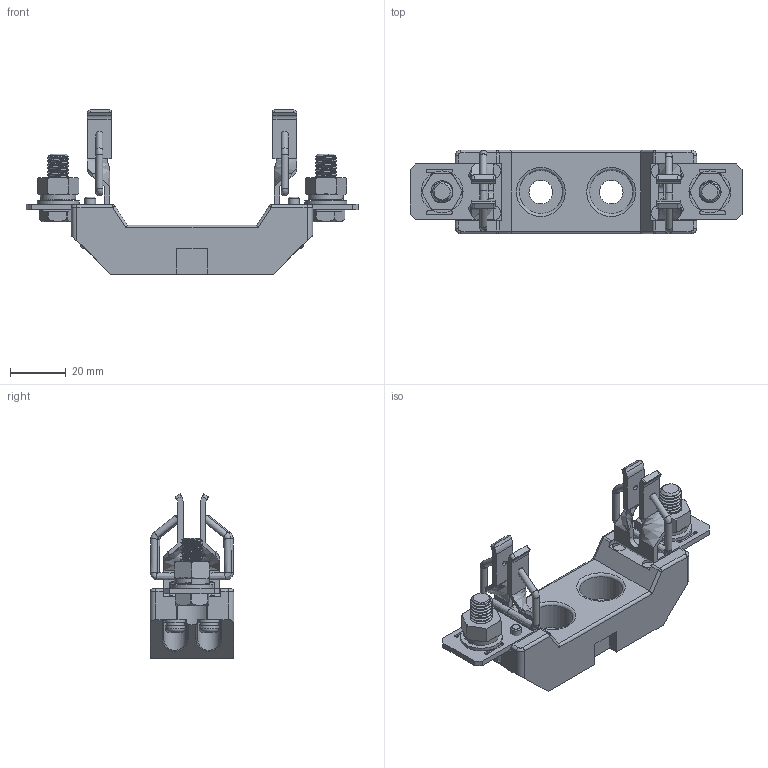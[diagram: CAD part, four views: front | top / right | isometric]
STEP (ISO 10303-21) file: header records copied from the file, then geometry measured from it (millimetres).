
FILE_DESCRIPTION(/* description */ (''),/* implementation_level */ '2;1');
FILE_NAME(/* name */ 'RT16-00座.prt.stp',/* time_stamp */ '2021-11-24T09:01:55+08:00',/* author */ (''),/* organization */ (''),/* preprocessor_version */ 'ST-DEVELOPER v16',/* originating_system */ 'SIEMENS PLM Software NX 10.0',/* authorisation */ '');
FILE_SCHEMA (('CONFIG_CONTROL_DESIGN'));
Length unit declared in the file: millimetre
Products named in the file (1): RT16-00座
Bounding box: 119 x 30.01 x 58.8 mm (x, y, z)
Volume: 43950.5 mm3; surface area: 27515.8 mm2
Topology: 25 solids, 25 shells, 636 faces, 1636 edges, 1064 vertices
Faces by surface type: plane 328, cylinder 182, bspline 66, cone 38, torus 16, sphere 4, extrusion 2
Full cylindrical faces by diameter (mm): 1.8 x4, 2.5 x8, 3.2 x4, 3.9 x4, 4.5 x4, 5 x4, 5.5 x4, 7 x4, 7.5 x4, 7.8 x24, 8.5 x4, 10 x2, 15 x2, 15.5 x2
Entity records: 28782 total; most frequent: CARTESIAN_POINT 14877, ORIENTED_EDGE 2876, DIRECTION 2620, EDGE_CURVE 1438, VERTEX_POINT 978, AXIS2_PLACEMENT_3D 914, VECTOR 792, LINE 790
